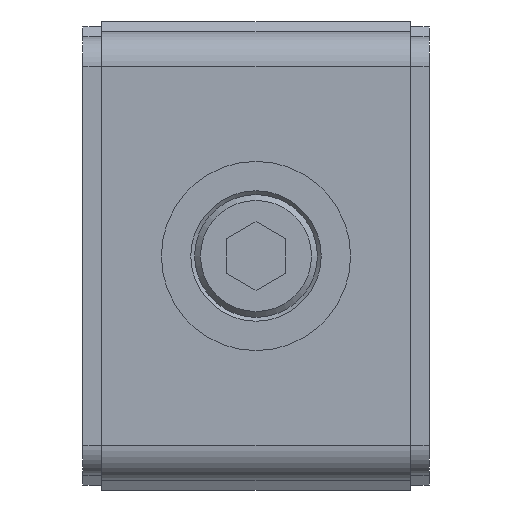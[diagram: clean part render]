
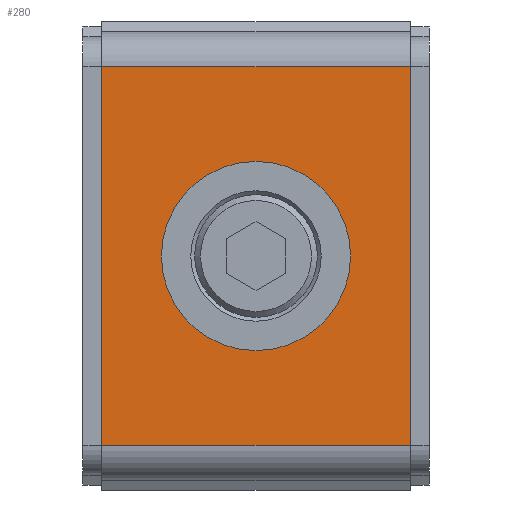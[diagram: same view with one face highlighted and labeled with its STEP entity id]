
A CAD part, front view. The second image highlights one B-rep face of the part: STEP entity #280.
In plain terms, the highlighted planar face has unit normal (0, -1, 0).
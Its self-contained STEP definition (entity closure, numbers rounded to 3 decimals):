
#280 = ADVANCED_FACE( '', ( #720, #721 ), #722, .F. );
#720 = FACE_BOUND( '', #1255, .T. );
#721 = FACE_OUTER_BOUND( '', #1256, .T. );
#722 = PLANE( '', #1257 );
#1255 = EDGE_LOOP( '', ( #2699 ) );
#1256 = EDGE_LOOP( '', ( #2700, #2701, #2702, #2703 ) );
#1257 = AXIS2_PLACEMENT_3D( '', #2704, #2705, #2706 );
#2699 = ORIENTED_EDGE( '', *, *, #3547, .F. );
#2700 = ORIENTED_EDGE( '', *, *, #3803, .T. );
#2701 = ORIENTED_EDGE( '', *, *, #3865, .F. );
#2702 = ORIENTED_EDGE( '', *, *, #3700, .F. );
#2703 = ORIENTED_EDGE( '', *, *, #3866, .T. );
#2704 = CARTESIAN_POINT( '', ( 15.5, 0., 19. ) );
#2705 = DIRECTION( '', ( 0., 1., 0. ) );
#2706 = DIRECTION( '', ( 0., 0., 1. ) );
#3547 = EDGE_CURVE( '', #4279, #4279, #4280, .T. );
#3700 = EDGE_CURVE( '', #4546, #4548, #4549, .T. );
#3803 = EDGE_CURVE( '', #4740, #4738, #4741, .T. );
#3865 = EDGE_CURVE( '', #4548, #4738, #4843, .T. );
#3866 = EDGE_CURVE( '', #4546, #4740, #4844, .T. );
#4279 = VERTEX_POINT( '', #5426 );
#4280 = CIRCLE( '', #5427, 9.5 );
#4546 = VERTEX_POINT( '', #5809 );
#4548 = VERTEX_POINT( '', #5811 );
#4549 = LINE( '', #5812, #5813 );
#4738 = VERTEX_POINT( '', #6067 );
#4740 = VERTEX_POINT( '', #6069 );
#4741 = LINE( '', #6070, #6071 );
#4843 = LINE( '', #6229, #6230 );
#4844 = LINE( '', #6231, #6232 );
#5426 = CARTESIAN_POINT( '', ( 0., 0., -9.5 ) );
#5427 = AXIS2_PLACEMENT_3D( '', #6743, #6744, #6745 );
#5809 = CARTESIAN_POINT( '', ( 15.5, 0., 19. ) );
#5811 = CARTESIAN_POINT( '', ( 15.5, 0., -19. ) );
#5812 = CARTESIAN_POINT( '', ( 15.5, 0., 19. ) );
#5813 = VECTOR( '', #6970, 1000. );
#6067 = CARTESIAN_POINT( '', ( -15.5, 0., -19. ) );
#6069 = CARTESIAN_POINT( '', ( -15.5, 0., 19. ) );
#6070 = CARTESIAN_POINT( '', ( -15.5, 0., 19. ) );
#6071 = VECTOR( '', #7147, 1000. );
#6229 = CARTESIAN_POINT( '', ( 15.5, 0., -19. ) );
#6230 = VECTOR( '', #7219, 1000. );
#6231 = CARTESIAN_POINT( '', ( 15.5, 0., 19. ) );
#6232 = VECTOR( '', #7220, 1000. );
#6743 = CARTESIAN_POINT( '', ( 0., 0., 0. ) );
#6744 = DIRECTION( '', ( 0., -1., 0. ) );
#6745 = DIRECTION( '', ( 0., 0., -1. ) );
#6970 = DIRECTION( '', ( 0., 0., -1. ) );
#7147 = DIRECTION( '', ( 0., 0., -1. ) );
#7219 = DIRECTION( '', ( -1., 0., 0. ) );
#7220 = DIRECTION( '', ( -1., 0., 0. ) );
